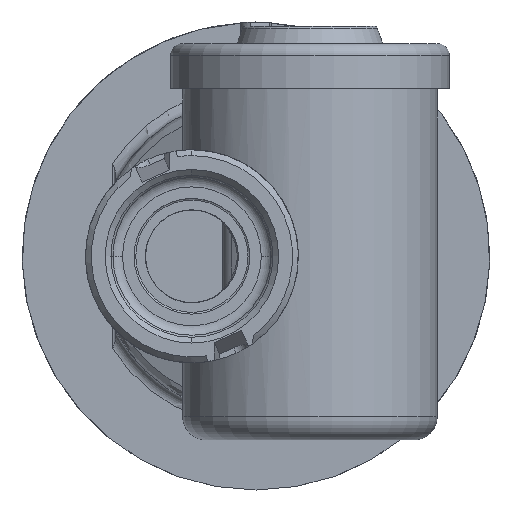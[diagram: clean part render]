
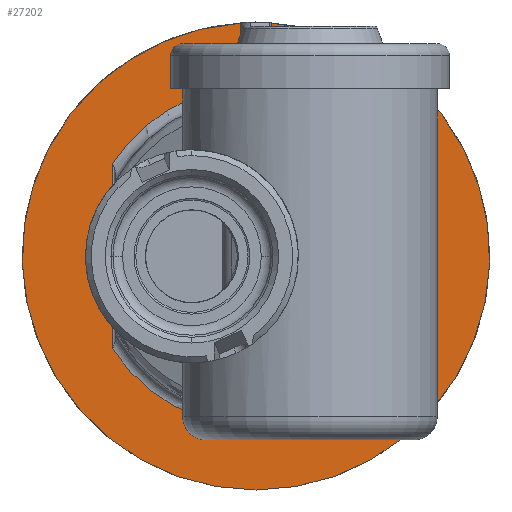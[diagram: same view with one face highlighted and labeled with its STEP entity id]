
A CAD part, front view. The second image highlights one B-rep face of the part: STEP entity #27202.
In plain terms, the highlighted planar face has unit normal (0, -1, 0).
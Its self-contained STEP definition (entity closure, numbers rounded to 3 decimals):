
#1023 = ORIENTED_EDGE ( 'NONE', *, *, #46580, .F. ) ;
#4039 = CARTESIAN_POINT ( 'NONE',  ( -6.005, 12.5, 20.155 ) ) ;
#4802 = AXIS2_PLACEMENT_3D ( 'NONE', #9594, #51650, #39461 ) ;
#5466 = VERTEX_POINT ( 'NONE', #24572 ) ;
#5873 = DIRECTION ( 'NONE',  ( 0., 0., 1. ) ) ;
#6045 = DIRECTION ( 'NONE',  ( 0., 1., 0. ) ) ;
#7801 = ORIENTED_EDGE ( 'NONE', *, *, #41593, .T. ) ;
#8611 = CIRCLE ( 'NONE', #31823, 14.75 ) ;
#8727 = DIRECTION ( 'NONE',  ( 0., 0., 1. ) ) ;
#9594 = CARTESIAN_POINT ( 'NONE',  ( -4.664, 12.5, 0. ) ) ;
#10504 = CARTESIAN_POINT ( 'NONE',  ( -4.664, 12.5, 0. ) ) ;
#11540 = CARTESIAN_POINT ( 'NONE',  ( -17.064, 12.5, -7.988 ) ) ;
#12751 = CARTESIAN_POINT ( 'NONE',  ( -6.005, 12.5, 12.679 ) ) ;
#14217 = CARTESIAN_POINT ( 'NONE',  ( -17.064, 12.5, -20.2 ) ) ;
#15980 = ORIENTED_EDGE ( 'NONE', *, *, #41609, .T. ) ;
#16051 = LINE ( 'NONE', #12751, #22701 ) ;
#17138 = EDGE_CURVE ( 'NONE', #20108, #36824, #41419, .T. ) ;
#17372 = CIRCLE ( 'NONE', #44529, 14.75 ) ;
#18134 = ORIENTED_EDGE ( 'NONE', *, *, #45443, .T. ) ;
#18993 = PLANE ( 'NONE',  #39293 ) ;
#19043 = CARTESIAN_POINT ( 'NONE',  ( -4.664, 12.5, 0. ) ) ;
#19048 = LINE ( 'NONE', #25521, #24441 ) ;
#19112 = DIRECTION ( 'NONE',  ( 0., -1., 0. ) ) ;
#20108 = VERTEX_POINT ( 'NONE', #4039 ) ;
#22016 = CARTESIAN_POINT ( 'NONE',  ( -3.322, 12.5, 14.689 ) ) ;
#22574 = VERTEX_POINT ( 'NONE', #22016 ) ;
#22695 = VECTOR ( 'NONE', #5873, 1000. ) ;
#22701 = VECTOR ( 'NONE', #42650, 1000. ) ;
#24441 = VECTOR ( 'NONE', #8727, 1000. ) ;
#24572 = CARTESIAN_POINT ( 'NONE',  ( -6.005, 12.5, 14.689 ) ) ;
#25521 = CARTESIAN_POINT ( 'NONE',  ( -3.322, 12.5, 12.679 ) ) ;
#25781 = ORIENTED_EDGE ( 'NONE', *, *, #31007, .T. ) ;
#25865 = ORIENTED_EDGE ( 'NONE', *, *, #17138, .T. ) ;
#27161 = DIRECTION ( 'NONE',  ( 0., 1., 0. ) ) ;
#27202 = ADVANCED_FACE ( 'NONE', ( #44130 ), #18993, .F. ) ;
#29388 = VERTEX_POINT ( 'NONE', #33686 ) ;
#30363 = VERTEX_POINT ( 'NONE', #34676 ) ;
#31007 = EDGE_CURVE ( 'NONE', #49559, #48846, #40380, .T. ) ;
#31675 = CARTESIAN_POINT ( 'NONE',  ( -4.664, 12.5, 0. ) ) ;
#31823 = AXIS2_PLACEMENT_3D ( 'NONE', #31675, #27161, #35023 ) ;
#31950 = CARTESIAN_POINT ( 'NONE',  ( -17.414, 12.5, 0. ) ) ;
#32804 = DIRECTION ( 'NONE',  ( 0., 0., -1. ) ) ;
#33623 = AXIS2_PLACEMENT_3D ( 'NONE', #19043, #49014, #48274 ) ;
#33686 = CARTESIAN_POINT ( 'NONE',  ( -3.322, 12.5, 20.155 ) ) ;
#33700 = AXIS2_PLACEMENT_3D ( 'NONE', #44803, #19112, #32804 ) ;
#34606 = CARTESIAN_POINT ( 'NONE',  ( -4.664, 12.5, -14.75 ) ) ;
#34676 = CARTESIAN_POINT ( 'NONE',  ( -17.064, 12.5, 7.988 ) ) ;
#34803 = ORIENTED_EDGE ( 'NONE', *, *, #39855, .T. ) ;
#35023 = DIRECTION ( 'NONE',  ( 0., 0., 1. ) ) ;
#35879 = DIRECTION ( 'NONE',  ( 0., 0., 1. ) ) ;
#36038 = DIRECTION ( 'NONE',  ( 1., 0., 0. ) ) ;
#36824 = VERTEX_POINT ( 'NONE', #39442 ) ;
#37508 = EDGE_CURVE ( 'NONE', #20108, #5466, #16051, .T. ) ;
#39127 = CIRCLE ( 'NONE', #33700, 20.2 ) ;
#39293 = AXIS2_PLACEMENT_3D ( 'NONE', #31950, #48967, #36038 ) ;
#39442 = CARTESIAN_POINT ( 'NONE',  ( -4.664, 12.5, -20.2 ) ) ;
#39461 = DIRECTION ( 'NONE',  ( 0., 0., 1. ) ) ;
#39855 = EDGE_CURVE ( 'NONE', #36824, #29388, #39127, .T. ) ;
#40380 = CIRCLE ( 'NONE', #4802, 14.75 ) ;
#41419 = CIRCLE ( 'NONE', #33623, 20.2 ) ;
#41593 = EDGE_CURVE ( 'NONE', #30363, #5466, #17372, .T. ) ;
#41609 = EDGE_CURVE ( 'NONE', #48846, #30363, #51528, .T. ) ;
#41842 = EDGE_LOOP ( 'NONE', ( #43857, #25865, #34803, #1023, #18134, #25781, #15980, #7801 ) ) ;
#42650 = DIRECTION ( 'NONE',  ( 0., 0., -1. ) ) ;
#43857 = ORIENTED_EDGE ( 'NONE', *, *, #37508, .F. ) ;
#44130 = FACE_OUTER_BOUND ( 'NONE', #41842, .T. ) ;
#44529 = AXIS2_PLACEMENT_3D ( 'NONE', #10504, #6045, #35879 ) ;
#44803 = CARTESIAN_POINT ( 'NONE',  ( -4.664, 12.5, 0. ) ) ;
#45443 = EDGE_CURVE ( 'NONE', #22574, #49559, #8611, .T. ) ;
#46580 = EDGE_CURVE ( 'NONE', #22574, #29388, #19048, .T. ) ;
#48274 = DIRECTION ( 'NONE',  ( 0., 0., -1. ) ) ;
#48846 = VERTEX_POINT ( 'NONE', #11540 ) ;
#48967 = DIRECTION ( 'NONE',  ( 0., 1., 0. ) ) ;
#49014 = DIRECTION ( 'NONE',  ( 0., -1., 0. ) ) ;
#49559 = VERTEX_POINT ( 'NONE', #34606 ) ;
#51528 = LINE ( 'NONE', #14217, #22695 ) ;
#51650 = DIRECTION ( 'NONE',  ( 0., 1., 0. ) ) ;
